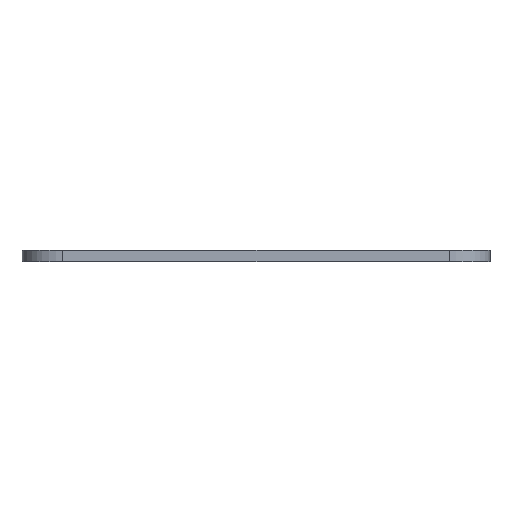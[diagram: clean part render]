
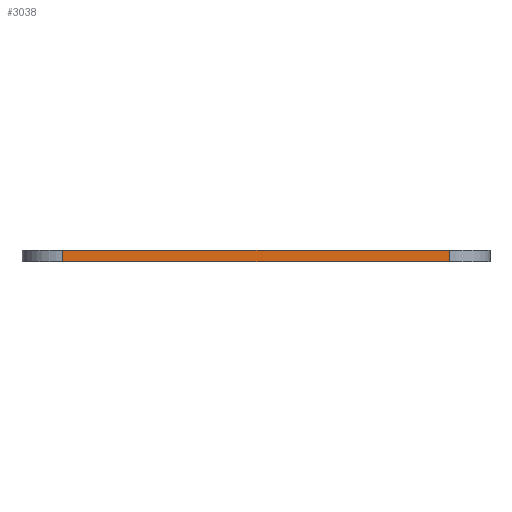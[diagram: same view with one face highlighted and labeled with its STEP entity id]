
A CAD part, left-side view. The second image highlights one B-rep face of the part: STEP entity #3038.
In plain terms, the highlighted planar face has unit normal (-1, 0, 0).
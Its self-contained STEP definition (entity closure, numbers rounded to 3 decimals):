
#229=CARTESIAN_POINT('',(-20.,-16.5,-0.5));
#230=VERTEX_POINT('',#229);
#238=CARTESIAN_POINT('',(-20.,16.5,-0.5));
#239=VERTEX_POINT('',#238);
#240=CARTESIAN_POINT('',(-20.,16.5,-0.5));
#241=DIRECTION('',(0.0,-1.0,0.0));
#242=VECTOR('',#241,33.0);
#243=LINE('',#240,#242);
#244=EDGE_CURVE('',#239,#230,#243,.T.);
#869=CARTESIAN_POINT('',(-20.,16.5,0.5));
#870=VERTEX_POINT('',#869);
#887=CARTESIAN_POINT('',(-20.,16.5,-0.5));
#888=DIRECTION('',(0.0,0.0,1.0));
#889=VECTOR('',#888,1.0);
#890=LINE('',#887,#889);
#891=EDGE_CURVE('',#239,#870,#890,.T.);
#1038=CARTESIAN_POINT('',(-20.,-16.5,0.5));
#1039=VERTEX_POINT('',#1038);
#1040=CARTESIAN_POINT('',(-20.,-16.5,0.5));
#1041=DIRECTION('',(0.0,1.0,0.0));
#1042=VECTOR('',#1041,33.0);
#1043=LINE('',#1040,#1042);
#1044=EDGE_CURVE('',#1039,#870,#1043,.T.);
#1630=CARTESIAN_POINT('',(-20.,-16.5,0.5));
#1631=DIRECTION('',(0.0,0.0,-1.0));
#1632=VECTOR('',#1631,1.0);
#1633=LINE('',#1630,#1632);
#1634=EDGE_CURVE('',#1039,#230,#1633,.T.);
#3027=CARTESIAN_POINT('',(-20.,-20.0,0.0));
#3028=DIRECTION('',(-1.0,0.0,0.0));
#3029=DIRECTION('',(0.0,0.0,1.0));
#3030=AXIS2_PLACEMENT_3D('',#3027,#3028,#3029);
#3031=PLANE('',#3030);
#3032=ORIENTED_EDGE('',*,*,#891,.F.);
#3033=ORIENTED_EDGE('',*,*,#244,.T.);
#3034=ORIENTED_EDGE('',*,*,#1634,.F.);
#3035=ORIENTED_EDGE('',*,*,#1044,.T.);
#3036=EDGE_LOOP('',(#3032,#3033,#3034,#3035));
#3037=FACE_OUTER_BOUND('',#3036,.T.);
#3038=ADVANCED_FACE('',(#3037),#3031,.T.);
